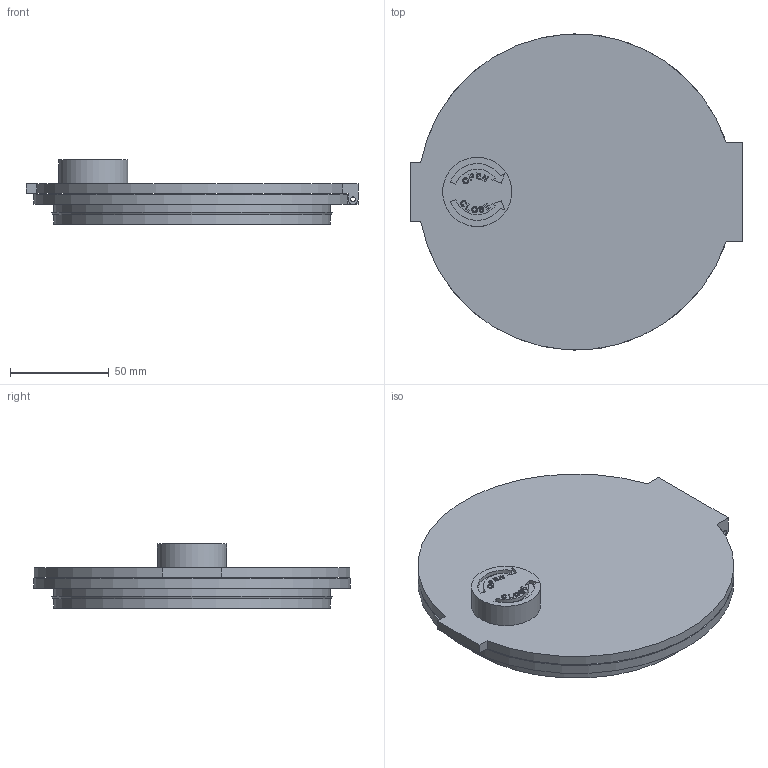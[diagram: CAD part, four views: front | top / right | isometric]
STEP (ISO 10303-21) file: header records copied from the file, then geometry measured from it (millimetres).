
FILE_DESCRIPTION(/* description */ (''),/* implementation_level */ '2;1');
FILE_NAME(/* name */ 'Tapa v6.step',/* time_stamp */ '2021-04-14T18:43:16+02:00',/* author */ (''),/* organization */ (''),/* preprocessor_version */ 'ST-DEVELOPER v18.1',/* originating_system */ 'Autodesk Translation Framework v10.6.0.1341',/* authorisation */ '');
FILE_SCHEMA (('AUTOMOTIVE_DESIGN { 1 0 10303 214 3 1 1 }'));
Length unit declared in the file: millimetre
Products named in the file (2): Tapa; Anillo
Assembly tree (1 placements, depth 2):
  Tapa
    Anillo
Bounding box: 168 x 160 x 32.5 mm (x, y, z)
Volume: 153519.6 mm3; surface area: 76478.9 mm2
Topology: 5 solids, 5 shells, 258 faces, 686 edges, 456 vertices
Faces by surface type: plane 133, bspline 93, cylinder 29, cone 2, torus 1
Full cylindrical faces by diameter (mm): 2.5 x3, 9.9 x1, 10.5 x1, 35 x1, 136 x1, 140 x1
Entity records: 8945 total; most frequent: CARTESIAN_POINT 3014, ORIENTED_EDGE 1372, DIRECTION 903, EDGE_CURVE 686, VERTEX_POINT 456, LINE 429, VECTOR 429, EDGE_LOOP 288
